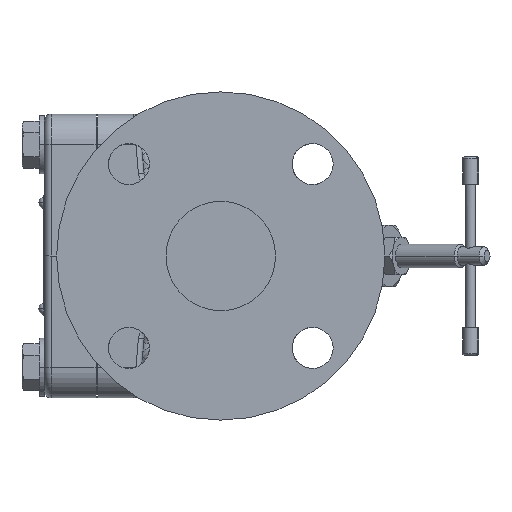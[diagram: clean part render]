
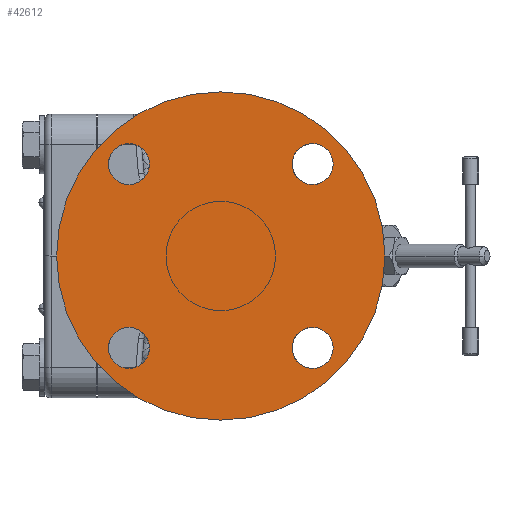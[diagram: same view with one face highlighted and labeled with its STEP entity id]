
A CAD part, left-side view. The second image highlights one B-rep face of the part: STEP entity #42612.
In plain terms, the highlighted planar face has unit normal (-1, 0, 0).
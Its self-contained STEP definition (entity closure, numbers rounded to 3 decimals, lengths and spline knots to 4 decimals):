
#9676=CARTESIAN_POINT('',(-4.,0.,0.));
#9677=DIRECTION('',(1.,0.,0.));
#9678=DIRECTION('',(0.,-1.,0.));
#9679=AXIS2_PLACEMENT_3D('',#9676,#9677,#9678);
#9694=CARTESIAN_POINT('',(-4.,1.6794,-1.6794));
#9695=DIRECTION('',(1.,0.,0.));
#9696=DIRECTION('',(0.,0.,-1.));
#9697=AXIS2_PLACEMENT_3D('',#9694,#9695,#9696);
#9699=CARTESIAN_POINT('',(-4.,1.6794,-1.6794));
#9700=DIRECTION('',(1.,0.,0.));
#9701=DIRECTION('',(0.,0.,1.));
#9702=AXIS2_PLACEMENT_3D('',#9699,#9700,#9701);
#9704=CARTESIAN_POINT('',(-4.,1.6794,1.6794));
#9705=DIRECTION('',(1.,0.,0.));
#9706=DIRECTION('',(0.,0.,-1.));
#9707=AXIS2_PLACEMENT_3D('',#9704,#9705,#9706);
#9709=CARTESIAN_POINT('',(-4.,1.6794,1.6794));
#9710=DIRECTION('',(1.,0.,0.));
#9711=DIRECTION('',(0.,0.,1.));
#9712=AXIS2_PLACEMENT_3D('',#9709,#9710,#9711);
#9714=CARTESIAN_POINT('',(-4.,-1.6794,1.6794));
#9715=DIRECTION('',(1.,0.,0.));
#9716=DIRECTION('',(0.,0.,-1.));
#9717=AXIS2_PLACEMENT_3D('',#9714,#9715,#9716);
#9719=CARTESIAN_POINT('',(-4.,-1.6794,1.6794));
#9720=DIRECTION('',(1.,0.,0.));
#9721=DIRECTION('',(0.,0.,1.));
#9722=AXIS2_PLACEMENT_3D('',#9719,#9720,#9721);
#9724=CARTESIAN_POINT('',(-4.,-1.6794,-1.6794));
#9725=DIRECTION('',(1.,0.,0.));
#9726=DIRECTION('',(0.,0.,-1.));
#9727=AXIS2_PLACEMENT_3D('',#9724,#9725,#9726);
#9729=CARTESIAN_POINT('',(-4.,-1.6794,-1.6794));
#9730=DIRECTION('',(1.,0.,0.));
#9731=DIRECTION('',(0.,0.,1.));
#9732=AXIS2_PLACEMENT_3D('',#9729,#9730,#9731);
#9734=CARTESIAN_POINT('',(-4.,0.,0.));
#9735=DIRECTION('',(1.,0.,0.));
#9736=DIRECTION('',(0.,1.,0.));
#9737=AXIS2_PLACEMENT_3D('',#9734,#9735,#9736);
#17536=CARTESIAN_POINT('',(-4.,3.,0.));
#17537=CARTESIAN_POINT('',(-4.,-3.,0.));
#17538=VERTEX_POINT('',#17536);
#17539=VERTEX_POINT('',#17537);
#19003=CARTESIAN_POINT('',(-4.,1.6794,-2.0544));
#19005=VERTEX_POINT('',#19003);
#19007=CARTESIAN_POINT('',(-4.,1.6794,-1.3044));
#19009=VERTEX_POINT('',#19007);
#19011=CARTESIAN_POINT('',(-4.,1.6794,1.3044));
#19013=VERTEX_POINT('',#19011);
#19015=CARTESIAN_POINT('',(-4.,1.6794,2.0544));
#19017=VERTEX_POINT('',#19015);
#19019=CARTESIAN_POINT('',(-4.,-1.6794,1.3044));
#19021=VERTEX_POINT('',#19019);
#19023=CARTESIAN_POINT('',(-4.,-1.6794,2.0544));
#19025=VERTEX_POINT('',#19023);
#19027=CARTESIAN_POINT('',(-4.,-1.6794,-2.0544));
#19029=VERTEX_POINT('',#19027);
#19031=CARTESIAN_POINT('',(-4.,-1.6794,-1.3044));
#19033=VERTEX_POINT('',#19031);
#42578=CARTESIAN_POINT('',(-4.,-3.5,-3.5));
#42579=DIRECTION('',(1.,0.,0.));
#42580=DIRECTION('',(0.,1.,0.));
#42581=AXIS2_PLACEMENT_3D('',#42578,#42579,#42580);
#42582=PLANE('',#42581);
#42584=ORIENTED_EDGE('',*,*,#42583,.T.);
#42585=ORIENTED_EDGE('',*,*,#42568,.T.);
#42586=EDGE_LOOP('',(#42584,#42585));
#42587=FACE_OUTER_BOUND('',#42586,.F.);
#42589=ORIENTED_EDGE('',*,*,#42588,.F.);
#42591=ORIENTED_EDGE('',*,*,#42590,.F.);
#42592=EDGE_LOOP('',(#42589,#42591));
#42593=FACE_BOUND('',#42592,.F.);
#42595=ORIENTED_EDGE('',*,*,#42594,.F.);
#42597=ORIENTED_EDGE('',*,*,#42596,.F.);
#42598=EDGE_LOOP('',(#42595,#42597));
#42599=FACE_BOUND('',#42598,.F.);
#42601=ORIENTED_EDGE('',*,*,#42600,.F.);
#42603=ORIENTED_EDGE('',*,*,#42602,.F.);
#42604=EDGE_LOOP('',(#42601,#42603));
#42605=FACE_BOUND('',#42604,.F.);
#42607=ORIENTED_EDGE('',*,*,#42606,.F.);
#42609=ORIENTED_EDGE('',*,*,#42608,.F.);
#42610=EDGE_LOOP('',(#42607,#42609));
#42611=FACE_BOUND('',#42610,.F.);
#42612=ADVANCED_FACE('',(#42587,#42593,#42599,#42605,#42611),#42582,.F.);
#9680=CIRCLE('',#9679,3.);
#9698=CIRCLE('',#9697,0.375);
#9703=CIRCLE('',#9702,0.375);
#9708=CIRCLE('',#9707,0.375);
#9713=CIRCLE('',#9712,0.375);
#9718=CIRCLE('',#9717,0.375);
#9723=CIRCLE('',#9722,0.375);
#9728=CIRCLE('',#9727,0.375);
#9733=CIRCLE('',#9732,0.375);
#9738=CIRCLE('',#9737,3.);
#42568=EDGE_CURVE('',#17539,#17538,#9680,.T.);
#42583=EDGE_CURVE('',#17538,#17539,#9738,.T.);
#42588=EDGE_CURVE('',#19005,#19009,#9698,.T.);
#42590=EDGE_CURVE('',#19009,#19005,#9703,.T.);
#42594=EDGE_CURVE('',#19013,#19017,#9708,.T.);
#42596=EDGE_CURVE('',#19017,#19013,#9713,.T.);
#42600=EDGE_CURVE('',#19021,#19025,#9718,.T.);
#42602=EDGE_CURVE('',#19025,#19021,#9723,.T.);
#42606=EDGE_CURVE('',#19029,#19033,#9728,.T.);
#42608=EDGE_CURVE('',#19033,#19029,#9733,.T.);
